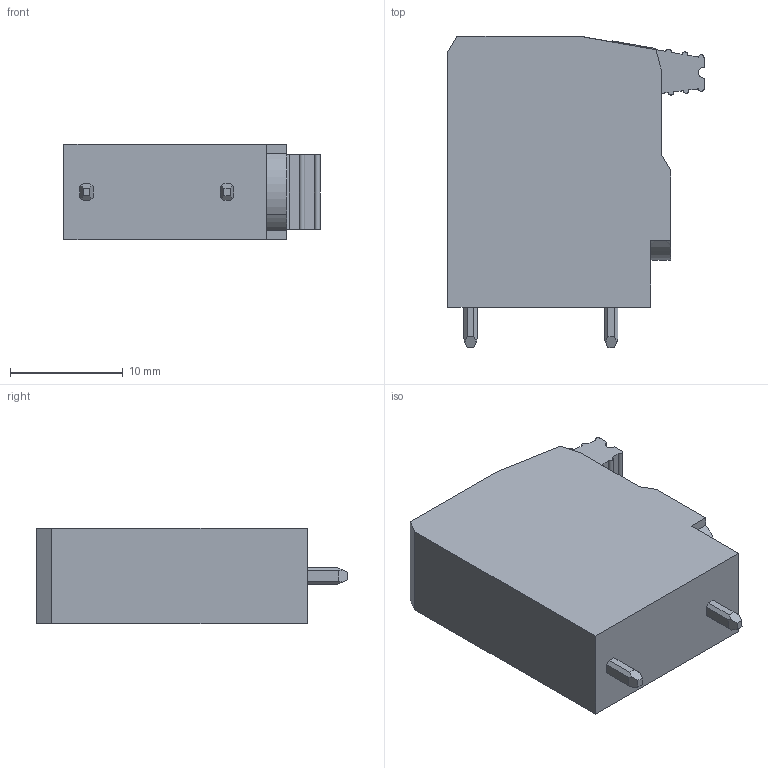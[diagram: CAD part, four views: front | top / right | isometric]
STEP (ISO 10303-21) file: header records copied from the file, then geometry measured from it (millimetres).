
FILE_DESCRIPTION(('SolidDesigner STEP Export'),'2;1');
FILE_NAME('PLH_5_1-7.5.stp','2012-02-29T14:21:24',(''),(''),'CoCreate Modeling STEP processor for AP214 (Solid Model)','CoCreate Modeling 16.00A 16-Aug-2008 (C) Parametric Technology GmbH','');
FILE_SCHEMA(('AUTOMOTIVE_DESIGN { 1 0 10303 214 1 1 1 1 }'));
Length unit declared in the file: millimetre
Products named in the file (2): PLH_5_1-7.5
Assembly tree (1 placements, depth 2):
  PLH_5_1-7.5
    PLH_5_1-7.5
Bounding box: 22.75 x 27.7 x 8.5 mm (x, y, z)
Volume: 3627.2 mm3; surface area: 1942.5 mm2
Topology: 1 solids, 1 shells, 127 faces, 356 edges, 238 vertices
Faces by surface type: plane 85, cylinder 38, extrusion 4
Entity records: 4521 total; most frequent: CARTESIAN_POINT 773, ORIENTED_EDGE 712, DIRECTION 583, EDGE_CURVE 356, VECTOR 259, LINE 256, VERTEX_POINT 238, AXIS2_PLACEMENT_3D 162
